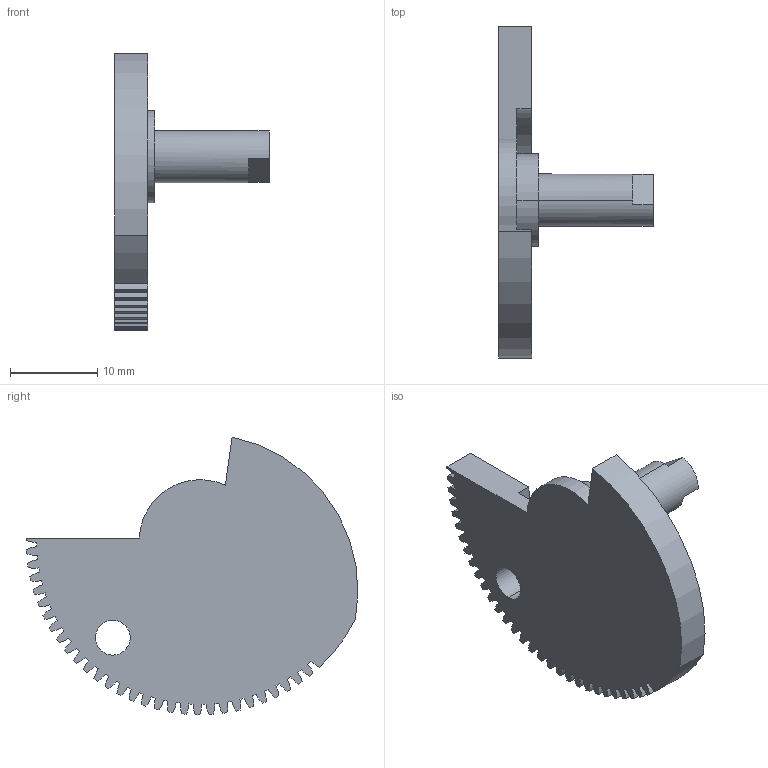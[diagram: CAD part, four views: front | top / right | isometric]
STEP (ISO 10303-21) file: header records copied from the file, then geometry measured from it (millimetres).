
FILE_DESCRIPTION (( 'STEP AP214' ), '1' );
FILE_NAME ('Zeroing Lever Gear.STEP', '2025-07-06T08:34:25', ( '' ), ( '' ), 'SwSTEP 2.0', 'SolidWorks 2025', '' );
FILE_SCHEMA (( 'AUTOMOTIVE_DESIGN' ));
Length unit declared in the file: millimetre
Products named in the file (1): Zeroing Lever Gear
Bounding box: 17.8 x 38.13 x 31.88 mm (x, y, z)
Volume: 2895.7 mm3; surface area: 2693.8 mm2
Topology: 1 solids, 1 shells, 151 faces, 438 edges, 292 vertices
Faces by surface type: cylinder 139, plane 12
Entity records: 5192 total; most frequent: DIRECTION 1024, CARTESIAN_POINT 882, ORIENTED_EDGE 876, EDGE_CURVE 438, AXIS2_PLACEMENT_3D 434, VERTEX_POINT 292, CIRCLE 282, VECTOR 156
